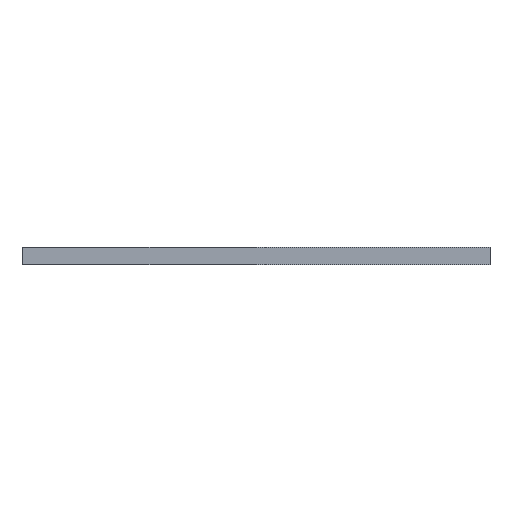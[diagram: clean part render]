
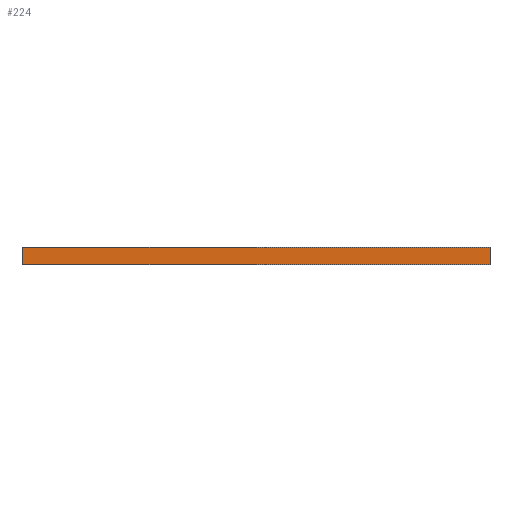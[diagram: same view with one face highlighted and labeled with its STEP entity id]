
A CAD part, left-side view. The second image highlights one B-rep face of the part: STEP entity #224.
In plain terms, the highlighted planar face has unit normal (-1, 0, 0).
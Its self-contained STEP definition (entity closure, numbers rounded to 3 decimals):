
#42 = ORIENTED_EDGE ( 'NONE', *, *, #449, .T. ) ;
#161 = DIRECTION ( 'NONE',  ( 0., 0., 1. ) ) ;
#213 = EDGE_LOOP ( 'NONE', ( #1939, #1451, #2676, #42 ) ) ;
#224 = ADVANCED_FACE ( 'NONE', ( #1469 ), #2119, .T. ) ;
#234 = CARTESIAN_POINT ( 'NONE',  ( -22.4, -22.875, -0.85 ) ) ;
#242 = LINE ( 'NONE', #1752, #510 ) ;
#266 = LINE ( 'NONE', #2237, #2778 ) ;
#302 = CARTESIAN_POINT ( 'NONE',  ( -22.4, 22.875, 0.85 ) ) ;
#348 = EDGE_CURVE ( 'NONE', #2644, #466, #1029, .T. ) ;
#449 = EDGE_CURVE ( 'NONE', #466, #781, #1168, .T. ) ;
#466 = VERTEX_POINT ( 'NONE', #302 ) ;
#510 = VECTOR ( 'NONE', #1264, 1000. ) ;
#538 = CARTESIAN_POINT ( 'NONE',  ( -22.4, -22.875, 0.85 ) ) ;
#643 = DIRECTION ( 'NONE',  ( -1., 0., 0. ) ) ;
#781 = VERTEX_POINT ( 'NONE', #3131 ) ;
#876 = AXIS2_PLACEMENT_3D ( 'NONE', #1150, #643, #161 ) ;
#1029 = LINE ( 'NONE', #538, #2687 ) ;
#1127 = EDGE_CURVE ( 'NONE', #3166, #781, #242, .T. ) ;
#1150 = CARTESIAN_POINT ( 'NONE',  ( -22.4, -22.875, 0.85 ) ) ;
#1168 = LINE ( 'NONE', #1808, #1730 ) ;
#1264 = DIRECTION ( 'NONE',  ( 0., 1., 0. ) ) ;
#1451 = ORIENTED_EDGE ( 'NONE', *, *, #1495, .F. ) ;
#1469 = FACE_OUTER_BOUND ( 'NONE', #213, .T. ) ;
#1495 = EDGE_CURVE ( 'NONE', #2644, #3166, #266, .T. ) ;
#1730 = VECTOR ( 'NONE', #2029, 1000. ) ;
#1752 = CARTESIAN_POINT ( 'NONE',  ( -22.4, -22.875, -0.85 ) ) ;
#1766 = DIRECTION ( 'NONE',  ( 0., 0., -1. ) ) ;
#1796 = DIRECTION ( 'NONE',  ( 0., 1., 0. ) ) ;
#1808 = CARTESIAN_POINT ( 'NONE',  ( -22.4, 22.875, 0.85 ) ) ;
#1939 = ORIENTED_EDGE ( 'NONE', *, *, #1127, .F. ) ;
#2029 = DIRECTION ( 'NONE',  ( 0., 0., -1. ) ) ;
#2119 = PLANE ( 'NONE',  #876 ) ;
#2237 = CARTESIAN_POINT ( 'NONE',  ( -22.4, -22.875, 0.85 ) ) ;
#2289 = CARTESIAN_POINT ( 'NONE',  ( -22.4, -22.875, 0.85 ) ) ;
#2644 = VERTEX_POINT ( 'NONE', #2289 ) ;
#2676 = ORIENTED_EDGE ( 'NONE', *, *, #348, .T. ) ;
#2687 = VECTOR ( 'NONE', #1796, 1000. ) ;
#2778 = VECTOR ( 'NONE', #1766, 1000. ) ;
#3131 = CARTESIAN_POINT ( 'NONE',  ( -22.4, 22.875, -0.85 ) ) ;
#3166 = VERTEX_POINT ( 'NONE', #234 ) ;
